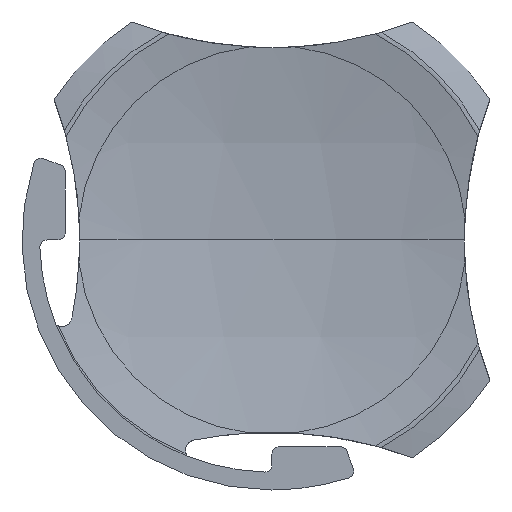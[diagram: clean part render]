
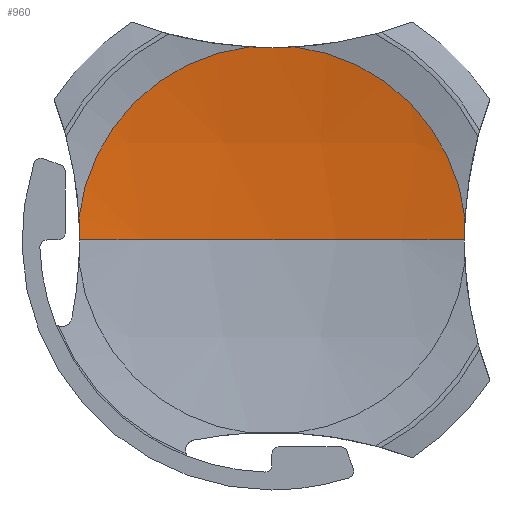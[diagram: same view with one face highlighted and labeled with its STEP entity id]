
A CAD part, front view. The second image highlights one B-rep face of the part: STEP entity #960.
In plain terms, the highlighted spherical face has radius 12.185 mm.
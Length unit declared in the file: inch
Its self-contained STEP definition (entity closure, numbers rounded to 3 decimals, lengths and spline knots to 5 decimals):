
#7 = CARTESIAN_POINT ( 'NONE',  ( 0.09177, 0.00364, 0.00359 ) ) ;
#30 = SPHERICAL_SURFACE ( 'NONE', #1962, 0.47973 ) ;
#34 = CARTESIAN_POINT ( 'NONE',  ( 0., 0.00364, 0.09177 ) ) ;
#50 = ORIENTED_EDGE ( 'NONE', *, *, #648, .T. ) ;
#68 = CIRCLE ( 'NONE', #562, 0.0927 ) ;
#173 = CARTESIAN_POINT ( 'NONE',  ( 0.09177, 0.00364, 0. ) ) ;
#176 = VERTEX_POINT ( 'NONE', #34 ) ;
#195 = DIRECTION ( 'NONE',  ( 0., 0., -1. ) ) ;
#248 = CARTESIAN_POINT ( 'NONE',  ( 0., -0.46723, 0. ) ) ;
#256 = EDGE_LOOP ( 'NONE', ( #411, #50, #1297, #1570, #1243, #1493, #1891, #262 ) ) ;
#259 = DIRECTION ( 'NONE',  ( 0., 0., -1. ) ) ;
#262 = ORIENTED_EDGE ( 'NONE', *, *, #1150, .F. ) ;
#288 = CARTESIAN_POINT ( 'NONE',  ( -0.09177, 0.00364, 0.00359 ) ) ;
#289 = CARTESIAN_POINT ( 'NONE',  ( -0.09177, 0.00364, 0. ) ) ;
#300 = CARTESIAN_POINT ( 'NONE',  ( -0.09187, 0.00358, 0.00718 ) ) ;
#335 = EDGE_CURVE ( 'NONE', #821, #1156, #1362, .T. ) ;
#359 = EDGE_CURVE ( 'NONE', #611, #1929, #399, .T. ) ;
#378 = CARTESIAN_POINT ( 'NONE',  ( 0.09207, 0.00346, 0.01076 ) ) ;
#399 = B_SPLINE_CURVE_WITH_KNOTS ( 'NONE', 3,
 ( #1947, #300, #288, #969 ),
 .UNSPECIFIED., .F., .F.,
 ( 4, 4 ),
 ( 0.00001, 0.00028 ),
 .UNSPECIFIED. ) ;
#411 = ORIENTED_EDGE ( 'NONE', *, *, #359, .T. ) ;
#514 = CARTESIAN_POINT ( 'NONE',  ( 0.09187, 0.00358, 0.00718 ) ) ;
#516 = FACE_OUTER_BOUND ( 'NONE', #256, .T. ) ;
#544 = DIRECTION ( 'NONE',  ( 1., 0., 0. ) ) ;
#550 = CARTESIAN_POINT ( 'NONE',  ( 0.01076, 0.00346, 0.09207 ) ) ;
#562 = AXIS2_PLACEMENT_3D ( 'NONE', #1280, #1648, #957 ) ;
#611 = VERTEX_POINT ( 'NONE', #2112 ) ;
#648 = EDGE_CURVE ( 'NONE', #1929, #1351, #1676, .T. ) ;
#702 = B_SPLINE_CURVE_WITH_KNOTS ( 'NONE', 3,
 ( #1129, #1291, #1787, #966 ),
 .UNSPECIFIED., .F., .F.,
 ( 4, 4 ),
 ( 0.00028, 0.00055 ),
 .UNSPECIFIED. ) ;
#821 = VERTEX_POINT ( 'NONE', #550 ) ;
#828 = CARTESIAN_POINT ( 'NONE',  ( 0., 0.00364, 0.09177 ) ) ;
#837 = CARTESIAN_POINT ( 'NONE',  ( 0.01076, 0.00346, 0.09207 ) ) ;
#871 = CARTESIAN_POINT ( 'NONE',  ( 0.09177, 0.00364, 0. ) ) ;
#957 = DIRECTION ( 'NONE',  ( -1., 0., 0. ) ) ;
#960 = ADVANCED_FACE ( 'NONE', ( #516 ), #30, .F. ) ;
#966 = CARTESIAN_POINT ( 'NONE',  ( -0.01076, 0.00346, 0.09207 ) ) ;
#969 = CARTESIAN_POINT ( 'NONE',  ( -0.09177, 0.00364, 0. ) ) ;
#1053 = AXIS2_PLACEMENT_3D ( 'NONE', #248, #259, #2087 ) ;
#1099 = CARTESIAN_POINT ( 'NONE',  ( 0., 0.00346, 0. ) ) ;
#1129 = CARTESIAN_POINT ( 'NONE',  ( 0., 0.00364, 0.09177 ) ) ;
#1135 = CARTESIAN_POINT ( 'NONE',  ( -0.01076, 0.00346, 0.09207 ) ) ;
#1150 = EDGE_CURVE ( 'NONE', #611, #1605, #68, .T. ) ;
#1156 = VERTEX_POINT ( 'NONE', #1441 ) ;
#1190 = CARTESIAN_POINT ( 'NONE',  ( 0., -0.46723, 0. ) ) ;
#1199 = DIRECTION ( 'NONE',  ( 1., 0., 0. ) ) ;
#1201 = B_SPLINE_CURVE_WITH_KNOTS ( 'NONE', 3,
 ( #837, #1833, #1521, #828 ),
 .UNSPECIFIED., .F., .F.,
 ( 4, 4 ),
 ( 0.00001, 0.00028 ),
 .UNSPECIFIED. ) ;
#1231 = CARTESIAN_POINT ( 'NONE',  ( 0., -0.46723, 0. ) ) ;
#1232 = EDGE_CURVE ( 'NONE', #176, #1605, #702, .T. ) ;
#1243 = ORIENTED_EDGE ( 'NONE', *, *, #335, .F. ) ;
#1280 = CARTESIAN_POINT ( 'NONE',  ( 0., 0.00346, 0. ) ) ;
#1291 = CARTESIAN_POINT ( 'NONE',  ( -0.00359, 0.00364, 0.09177 ) ) ;
#1297 = ORIENTED_EDGE ( 'NONE', *, *, #1880, .F. ) ;
#1316 = EDGE_CURVE ( 'NONE', #1797, #1156, #1658, .T. ) ;
#1351 = VERTEX_POINT ( 'NONE', #2044 ) ;
#1356 = AXIS2_PLACEMENT_3D ( 'NONE', #1231, #2042, #544 ) ;
#1362 = CIRCLE ( 'NONE', #1813, 0.0927 ) ;
#1441 = CARTESIAN_POINT ( 'NONE',  ( 0.09207, 0.00346, 0.01076 ) ) ;
#1493 = ORIENTED_EDGE ( 'NONE', *, *, #1655, .T. ) ;
#1521 = CARTESIAN_POINT ( 'NONE',  ( 0.00359, 0.00364, 0.09177 ) ) ;
#1570 = ORIENTED_EDGE ( 'NONE', *, *, #1316, .T. ) ;
#1598 = DIRECTION ( 'NONE',  ( 0., 1., 0. ) ) ;
#1605 = VERTEX_POINT ( 'NONE', #1135 ) ;
#1648 = DIRECTION ( 'NONE',  ( 0., 1., 0. ) ) ;
#1655 = EDGE_CURVE ( 'NONE', #821, #176, #1201, .T. ) ;
#1658 = B_SPLINE_CURVE_WITH_KNOTS ( 'NONE', 3,
 ( #173, #7, #514, #378 ),
 .UNSPECIFIED., .F., .F.,
 ( 4, 4 ),
 ( 0.00028, 0.00055 ),
 .UNSPECIFIED. ) ;
#1676 = CIRCLE ( 'NONE', #1053, 0.47973 ) ;
#1787 = CARTESIAN_POINT ( 'NONE',  ( -0.00718, 0.00358, 0.09187 ) ) ;
#1797 = VERTEX_POINT ( 'NONE', #871 ) ;
#1813 = AXIS2_PLACEMENT_3D ( 'NONE', #1099, #1598, #2062 ) ;
#1833 = CARTESIAN_POINT ( 'NONE',  ( 0.00718, 0.00358, 0.09187 ) ) ;
#1880 = EDGE_CURVE ( 'NONE', #1797, #1351, #2095, .T. ) ;
#1891 = ORIENTED_EDGE ( 'NONE', *, *, #1232, .T. ) ;
#1929 = VERTEX_POINT ( 'NONE', #289 ) ;
#1947 = CARTESIAN_POINT ( 'NONE',  ( -0.09207, 0.00346, 0.01076 ) ) ;
#1962 = AXIS2_PLACEMENT_3D ( 'NONE', #1190, #195, #1199 ) ;
#2042 = DIRECTION ( 'NONE',  ( 0., 0., 1. ) ) ;
#2044 = CARTESIAN_POINT ( 'NONE',  ( 0., 0.0125, 0. ) ) ;
#2062 = DIRECTION ( 'NONE',  ( -1., 0., 0. ) ) ;
#2087 = DIRECTION ( 'NONE',  ( -1., 0., 0. ) ) ;
#2095 = CIRCLE ( 'NONE', #1356, 0.47973 ) ;
#2112 = CARTESIAN_POINT ( 'NONE',  ( -0.09207, 0.00346, 0.01076 ) ) ;
